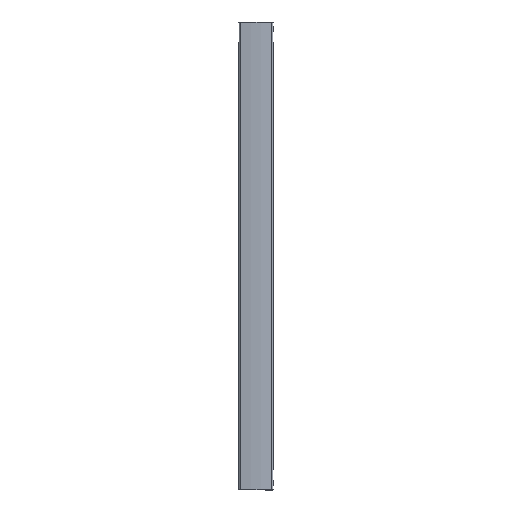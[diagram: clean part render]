
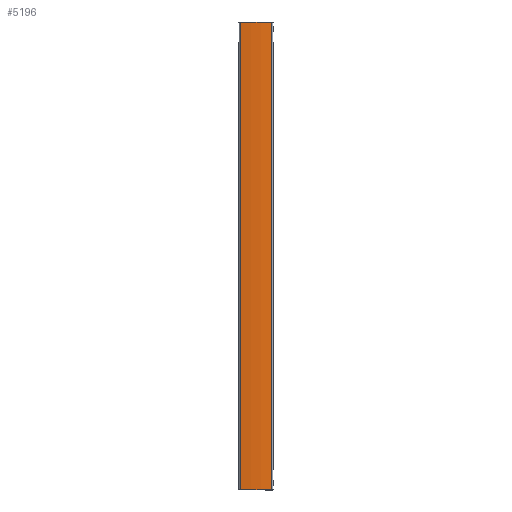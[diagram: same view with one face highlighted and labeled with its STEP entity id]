
A CAD part, left-side view. The second image highlights one B-rep face of the part: STEP entity #5196.
In plain terms, the highlighted cylindrical face has radius 255 mm (diameter 510 mm), a partial arc.
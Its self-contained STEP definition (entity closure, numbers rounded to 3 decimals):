
#2515=CARTESIAN_POINT('',(227.5,0.,0.));
#2516=DIRECTION('',(0.,0.,1.));
#2517=DIRECTION('',(-0.991,0.132,0.));
#2518=AXIS2_PLACEMENT_3D('',#2515,#2516,#2517);
#3117=DIRECTION('',(0.,0.,-1.));
#3118=VECTOR('',#3117,1000.);
#3119=CARTESIAN_POINT('',(-25.273,33.63,1000.));
#3120=LINE('',#3119,#3118);
#3124=DIRECTION('',(0.,0.,-1.));
#3125=VECTOR('',#3124,1000.);
#3126=CARTESIAN_POINT('',(-25.273,-33.63,1000.));
#3127=LINE('',#3126,#3125);
#3187=CARTESIAN_POINT('',(227.5,0.,1000.));
#3188=DIRECTION('',(0.,0.,1.));
#3189=DIRECTION('',(-0.991,0.132,0.));
#3190=AXIS2_PLACEMENT_3D('',#3187,#3188,#3189);
#4655=CARTESIAN_POINT('',(-25.273,33.63,0.));
#4657=VERTEX_POINT('',#4655);
#4661=CARTESIAN_POINT('',(-25.273,33.63,1000.));
#4662=VERTEX_POINT('',#4661);
#4680=CARTESIAN_POINT('',(-25.273,-33.63,0.));
#4682=VERTEX_POINT('',#4680);
#4683=CARTESIAN_POINT('',(-25.273,-33.63,1000.));
#4684=VERTEX_POINT('',#4683);
#5184=CARTESIAN_POINT('',(227.5,0.,0.));
#5185=DIRECTION('',(0.,0.,1.));
#5186=DIRECTION('',(1.,0.,0.));
#5187=AXIS2_PLACEMENT_3D('',#5184,#5185,#5186);
#5188=CYLINDRICAL_SURFACE('',#5187,255.);
#5189=ORIENTED_EDGE('',*,*,#5023,.F.);
#5191=ORIENTED_EDGE('',*,*,#5190,.T.);
#5192=ORIENTED_EDGE('',*,*,#5176,.T.);
#5193=ORIENTED_EDGE('',*,*,#4946,.F.);
#5194=EDGE_LOOP('',(#5189,#5191,#5192,#5193));
#5195=FACE_OUTER_BOUND('',#5194,.F.);
#2519=CIRCLE('',#2518,255.);
#3191=CIRCLE('',#3190,255.);
#4946=EDGE_CURVE('',#4657,#4682,#2519,.T.);
#5023=EDGE_CURVE('',#4662,#4657,#3120,.T.);
#5176=EDGE_CURVE('',#4684,#4682,#3127,.T.);
#5190=EDGE_CURVE('',#4662,#4684,#3191,.T.);
#5196=ADVANCED_FACE('',(#5195),#5188,.T.);
